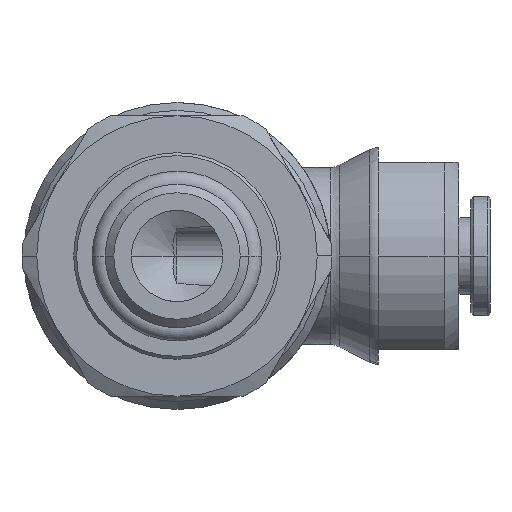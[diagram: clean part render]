
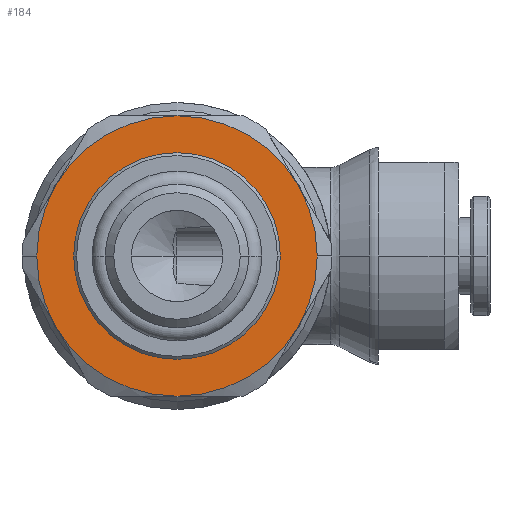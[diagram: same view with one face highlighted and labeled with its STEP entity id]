
A CAD part, front view. The second image highlights one B-rep face of the part: STEP entity #184.
In plain terms, the highlighted planar face has unit normal (0, -1, 0).
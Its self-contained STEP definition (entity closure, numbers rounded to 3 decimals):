
#184=ADVANCED_FACE('',(#484,#485),#486,.T.);
#484=FACE_OUTER_BOUND('',#806,.T.);
#485=FACE_BOUND('',#807,.T.);
#486=PLANE('',#808);
#806=EDGE_LOOP('',(#1934,#1935,#1936,#1937,#1938,#1939,#1940,#1941));
#807=EDGE_LOOP('',(#1942,#1943));
#808=AXIS2_PLACEMENT_3D('',#1944,#1945,#1946);
#1934=ORIENTED_EDGE('',*,*,#2397,.F.);
#1935=ORIENTED_EDGE('',*,*,#2394,.F.);
#1936=ORIENTED_EDGE('',*,*,#2391,.F.);
#1937=ORIENTED_EDGE('',*,*,#2127,.F.);
#1938=ORIENTED_EDGE('',*,*,#2389,.F.);
#1939=ORIENTED_EDGE('',*,*,#2405,.F.);
#1940=ORIENTED_EDGE('',*,*,#2121,.F.);
#1941=ORIENTED_EDGE('',*,*,#2400,.F.);
#1942=ORIENTED_EDGE('',*,*,#2104,.T.);
#1943=ORIENTED_EDGE('',*,*,#2420,.T.);
#1944=CARTESIAN_POINT('',(8.05,7.0,0.0));
#1945=DIRECTION('',(-0.0,-1.0,-0.0));
#1946=DIRECTION('',(-1.0,0.0,0.0));
#2104=EDGE_CURVE('',#2514,#2518,#2520,.T.);
#2121=EDGE_CURVE('',#2549,#2552,#2553,.T.);
#2127=EDGE_CURVE('',#2562,#2558,#2564,.T.);
#2389=EDGE_CURVE('',#2990,#2562,#2992,.T.);
#2391=EDGE_CURVE('',#2558,#2994,#2995,.T.);
#2394=EDGE_CURVE('',#2994,#2998,#2999,.T.);
#2397=EDGE_CURVE('',#2998,#3002,#3003,.T.);
#2400=EDGE_CURVE('',#3002,#2549,#3006,.T.);
#2405=EDGE_CURVE('',#2552,#2990,#3011,.T.);
#2420=EDGE_CURVE('',#2518,#2514,#3027,.T.);
#2514=VERTEX_POINT('',#3139);
#2518=VERTEX_POINT('',#3144);
#2520=CIRCLE('',#3147,7.0);
#2549=VERTEX_POINT('',#3204);
#2552=VERTEX_POINT('',#3208);
#2553=CIRCLE('',#3209,9.5);
#2558=VERTEX_POINT('',#3225);
#2562=VERTEX_POINT('',#3230);
#2564=CIRCLE('',#3243,9.5);
#2990=VERTEX_POINT('',#4331);
#2992=CIRCLE('',#4344,9.5);
#2994=VERTEX_POINT('',#4357);
#2995=CIRCLE('',#4358,9.5);
#2998=VERTEX_POINT('',#4383);
#2999=CIRCLE('',#4384,9.5);
#3002=VERTEX_POINT('',#4409);
#3003=CIRCLE('',#4410,9.5);
#3006=CIRCLE('',#4435,9.5);
#3011=CIRCLE('',#4484,9.5);
#3027=CIRCLE('',#4588,7.0);
#3139=CARTESIAN_POINT('',(7.0,7.0,0.0));
#3144=CARTESIAN_POINT('',(-7.0,7.0,0.));
#3147=AXIS2_PLACEMENT_3D('',#4701,#4702,#4703);
#3204=CARTESIAN_POINT('',(9.5,7.0,0.));
#3208=CARTESIAN_POINT('',(8.227,7.0,-4.75));
#3209=AXIS2_PLACEMENT_3D('',#4732,#4733,#4734);
#3225=CARTESIAN_POINT('',(-9.5,7.0,0.));
#3230=CARTESIAN_POINT('',(-8.227,7.0,-4.75));
#3243=AXIS2_PLACEMENT_3D('',#4742,#4743,#4744);
#4331=CARTESIAN_POINT('',(0.0,7.0,-9.5));
#4344=AXIS2_PLACEMENT_3D('',#5268,#5269,#5270);
#4357=CARTESIAN_POINT('',(-8.227,7.0,4.75));
#4358=AXIS2_PLACEMENT_3D('',#5271,#5272,#5273);
#4383=CARTESIAN_POINT('',(0.,7.0,9.5));
#4384=AXIS2_PLACEMENT_3D('',#5274,#5275,#5276);
#4409=CARTESIAN_POINT('',(8.227,7.0,4.75));
#4410=AXIS2_PLACEMENT_3D('',#5277,#5278,#5279);
#4435=AXIS2_PLACEMENT_3D('',#5280,#5281,#5282);
#4484=AXIS2_PLACEMENT_3D('',#5283,#5284,#5285);
#4588=AXIS2_PLACEMENT_3D('',#5304,#5305,#5306);
#4701=CARTESIAN_POINT('',(0.0,7.0,0.0));
#4702=DIRECTION('',(-0.0,1.0,0.0));
#4703=DIRECTION('',(1.0,0.0,0.0));
#4732=CARTESIAN_POINT('',(0.0,7.0,0.0));
#4733=DIRECTION('',(-0.0,1.0,0.0));
#4734=DIRECTION('',(1.0,0.0,0.0));
#4742=CARTESIAN_POINT('',(0.0,7.0,0.0));
#4743=DIRECTION('',(-0.0,1.0,0.0));
#4744=DIRECTION('',(1.0,0.0,0.0));
#5268=CARTESIAN_POINT('',(0.0,7.0,0.0));
#5269=DIRECTION('',(-0.0,1.0,0.0));
#5270=DIRECTION('',(1.0,0.0,0.0));
#5271=CARTESIAN_POINT('',(0.0,7.0,0.0));
#5272=DIRECTION('',(-0.0,1.0,0.0));
#5273=DIRECTION('',(1.0,0.0,0.0));
#5274=CARTESIAN_POINT('',(0.0,7.0,0.0));
#5275=DIRECTION('',(-0.0,1.0,0.0));
#5276=DIRECTION('',(1.0,0.0,0.0));
#5277=CARTESIAN_POINT('',(0.0,7.0,0.0));
#5278=DIRECTION('',(-0.0,1.0,0.0));
#5279=DIRECTION('',(1.0,0.0,0.0));
#5280=CARTESIAN_POINT('',(0.0,7.0,0.0));
#5281=DIRECTION('',(-0.0,1.0,0.0));
#5282=DIRECTION('',(1.0,0.0,0.0));
#5283=CARTESIAN_POINT('',(0.0,7.0,0.0));
#5284=DIRECTION('',(-0.0,1.0,0.0));
#5285=DIRECTION('',(1.0,0.0,0.0));
#5304=CARTESIAN_POINT('',(0.0,7.0,0.0));
#5305=DIRECTION('',(-0.0,1.0,0.0));
#5306=DIRECTION('',(1.0,0.0,0.0));
